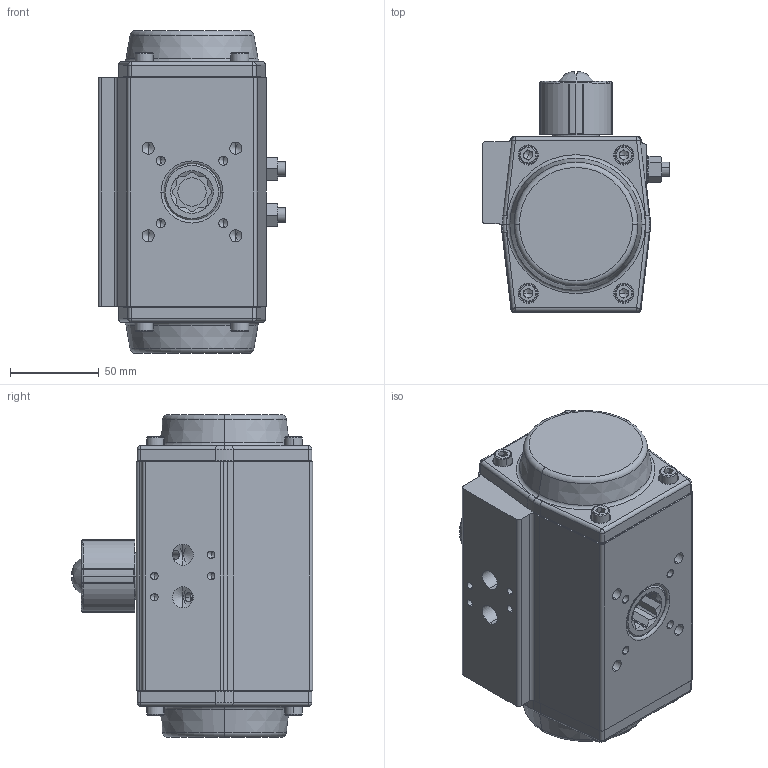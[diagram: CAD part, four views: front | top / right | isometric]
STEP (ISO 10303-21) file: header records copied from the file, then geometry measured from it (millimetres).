
FILE_DESCRIPTION (( 'STEP AP203' ), '1' );
FILE_NAME ('GD-075-090-V17-FG-SA-Doku.step', '2019-01-14T07:33:46', ( '' ), ( '' ), 'SwSTEP 2.0', 'SolidWorks 2018', '' );
FILE_SCHEMA (( 'CONFIG_CONTROL_DESIGN' ));
Length unit declared in the file: millimetre
Products named in the file (1): GD-075-090-V17-FG-SA-Doku
Bounding box: 106 x 136.15 x 182 mm (x, y, z)
Volume: 715327.6 mm3; surface area: 206223.4 mm2
Topology: 25 solids, 25 shells, 2503 faces, 5949 edges, 3462 vertices
Faces by surface type: cylinder 808, plane 587, torus 570, bspline 226, cone 158, sphere 154
Entity records: 82616 total; most frequent: CARTESIAN_POINT 25873, DIRECTION 12687, ORIENTED_EDGE 11438, EDGE_CURVE 5719, AXIS2_PLACEMENT_3D 5294, VERTEX_POINT 3400, CIRCLE 3016, EDGE_LOOP 2685
